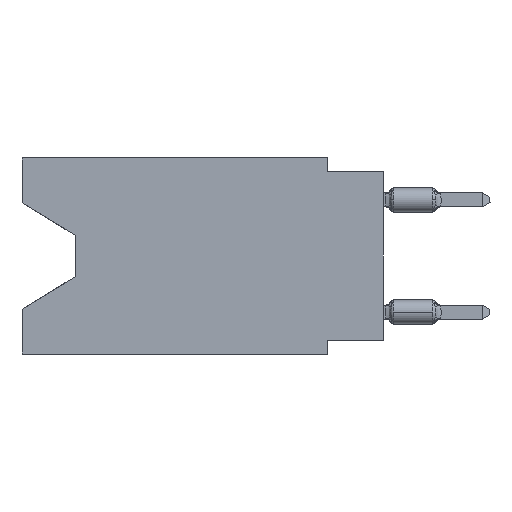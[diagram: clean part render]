
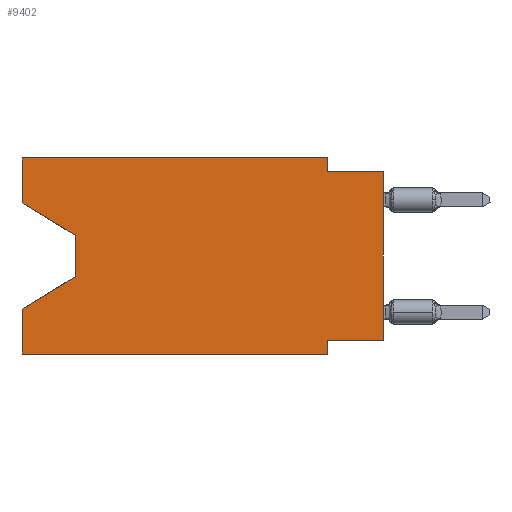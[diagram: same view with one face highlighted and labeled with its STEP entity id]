
A CAD part, left-side view. The second image highlights one B-rep face of the part: STEP entity #9402.
In plain terms, the highlighted planar face has unit normal (-1, 0, 0).
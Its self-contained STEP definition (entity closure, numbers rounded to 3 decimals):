
#140 = FACE_OUTER_BOUND ( 'NONE', #9430, .T. ) ;
#347 = VERTEX_POINT ( 'NONE', #3651 ) ;
#432 = ORIENTED_EDGE ( 'NONE', *, *, #14822, .T. ) ;
#997 = EDGE_CURVE ( 'NONE', #19216, #17018, #26229, .T. ) ;
#1222 = DIRECTION ( 'NONE',  ( 0., 0., -1. ) ) ;
#1425 = CARTESIAN_POINT ( 'NONE',  ( 0., 2.54, 0. ) ) ;
#1466 = ORIENTED_EDGE ( 'NONE', *, *, #18074, .F. ) ;
#1651 = LINE ( 'NONE', #1425, #40804 ) ;
#1860 = VERTEX_POINT ( 'NONE', #42985 ) ;
#2171 = CARTESIAN_POINT ( 'NONE',  ( 0., 13.97, -3.505 ) ) ;
#2240 = CARTESIAN_POINT ( 'NONE',  ( 0., 13.97, -5.385 ) ) ;
#3465 = VECTOR ( 'NONE', #15205, 1000. ) ;
#3472 = VECTOR ( 'NONE', #1222, 1000. ) ;
#3588 = AXIS2_PLACEMENT_3D ( 'NONE', #3808, #6331, #17746 ) ;
#3628 = DIRECTION ( 'NONE',  ( 0., -1., 0. ) ) ;
#3651 = CARTESIAN_POINT ( 'NONE',  ( 0., 2.54, 0. ) ) ;
#3808 = CARTESIAN_POINT ( 'NONE',  ( 0., 16.383, 0. ) ) ;
#4110 = CARTESIAN_POINT ( 'NONE',  ( 0., 16.383, 0. ) ) ;
#4908 = LINE ( 'NONE', #43342, #3465 ) ;
#6102 = EDGE_CURVE ( 'NONE', #36923, #16592, #10338, .T. ) ;
#6331 = DIRECTION ( 'NONE',  ( 1., 0., 0. ) ) ;
#6749 = CARTESIAN_POINT ( 'NONE',  ( 0., 16.383, -8.89 ) ) ;
#7717 = LINE ( 'NONE', #18257, #31046 ) ;
#8544 = LINE ( 'NONE', #42625, #3472 ) ;
#9046 = ORIENTED_EDGE ( 'NONE', *, *, #21927, .F. ) ;
#9311 = EDGE_CURVE ( 'NONE', #9785, #18026, #41125, .T. ) ;
#9402 = ADVANCED_FACE ( 'NONE', ( #140 ), #35174, .F. ) ;
#9430 = EDGE_LOOP ( 'NONE', ( #26645, #15364, #432, #30383, #14964, #14484, #1466, #22077, #24797, #35618, #9046, #34726 ) ) ;
#9437 = CARTESIAN_POINT ( 'NONE',  ( 0., 16.383, -8.89 ) ) ;
#9646 = CARTESIAN_POINT ( 'NONE',  ( 0., 2.54, -8.89 ) ) ;
#9785 = VERTEX_POINT ( 'NONE', #21351 ) ;
#9895 = LINE ( 'NONE', #33735, #13416 ) ;
#10338 = LINE ( 'NONE', #31604, #17601 ) ;
#11657 = DIRECTION ( 'NONE',  ( 0., -1., 0. ) ) ;
#13416 = VECTOR ( 'NONE', #44213, 1000. ) ;
#14484 = ORIENTED_EDGE ( 'NONE', *, *, #997, .F. ) ;
#14822 = EDGE_CURVE ( 'NONE', #31854, #32402, #39997, .T. ) ;
#14964 = ORIENTED_EDGE ( 'NONE', *, *, #29132, .T. ) ;
#15205 = DIRECTION ( 'NONE',  ( 0., 1., 0. ) ) ;
#15364 = ORIENTED_EDGE ( 'NONE', *, *, #24594, .T. ) ;
#15565 = VERTEX_POINT ( 'NONE', #4110 ) ;
#16592 = VERTEX_POINT ( 'NONE', #2171 ) ;
#17018 = VERTEX_POINT ( 'NONE', #9646 ) ;
#17601 = VECTOR ( 'NONE', #34587, 1000. ) ;
#17746 = DIRECTION ( 'NONE',  ( 0., 0., -1. ) ) ;
#18026 = VERTEX_POINT ( 'NONE', #25276 ) ;
#18074 = EDGE_CURVE ( 'NONE', #9785, #19216, #4908, .T. ) ;
#18257 = CARTESIAN_POINT ( 'NONE',  ( 0., 0., -0.635 ) ) ;
#19216 = VERTEX_POINT ( 'NONE', #38506 ) ;
#19352 = DIRECTION ( 'NONE',  ( 0., 0., -1. ) ) ;
#20523 = DIRECTION ( 'NONE',  ( 0., 0., 1. ) ) ;
#20704 = DIRECTION ( 'NONE',  ( 0., -1., 0. ) ) ;
#21351 = CARTESIAN_POINT ( 'NONE',  ( 0., 0., -8.255 ) ) ;
#21784 = DIRECTION ( 'NONE',  ( 0., 0., -1. ) ) ;
#21927 = EDGE_CURVE ( 'NONE', #15565, #347, #29052, .T. ) ;
#22077 = ORIENTED_EDGE ( 'NONE', *, *, #9311, .T. ) ;
#22312 = VECTOR ( 'NONE', #20704, 1000. ) ;
#23189 = LINE ( 'NONE', #40566, #40647 ) ;
#24594 = EDGE_CURVE ( 'NONE', #16592, #31854, #8544, .T. ) ;
#24797 = ORIENTED_EDGE ( 'NONE', *, *, #37495, .F. ) ;
#25276 = CARTESIAN_POINT ( 'NONE',  ( 0., 0., -0.635 ) ) ;
#25394 = CARTESIAN_POINT ( 'NONE',  ( 0., 16.383, 0. ) ) ;
#25881 = EDGE_CURVE ( 'NONE', #36869, #32402, #9895, .T. ) ;
#25904 = VECTOR ( 'NONE', #19352, 1000. ) ;
#26229 = LINE ( 'NONE', #40198, #25904 ) ;
#26645 = ORIENTED_EDGE ( 'NONE', *, *, #6102, .T. ) ;
#26692 = CARTESIAN_POINT ( 'NONE',  ( 0., 16.383, -6.852 ) ) ;
#29052 = LINE ( 'NONE', #25394, #33590 ) ;
#29132 = EDGE_CURVE ( 'NONE', #36869, #17018, #38120, .T. ) ;
#30222 = EDGE_CURVE ( 'NONE', #36923, #15565, #23189, .T. ) ;
#30383 = ORIENTED_EDGE ( 'NONE', *, *, #25881, .F. ) ;
#30623 = VECTOR ( 'NONE', #20523, 1000. ) ;
#31046 = VECTOR ( 'NONE', #3628, 1000. ) ;
#31604 = CARTESIAN_POINT ( 'NONE',  ( 0., 16.383, -2.038 ) ) ;
#31854 = VERTEX_POINT ( 'NONE', #44137 ) ;
#32402 = VERTEX_POINT ( 'NONE', #26692 ) ;
#33590 = VECTOR ( 'NONE', #11657, 1000. ) ;
#33735 = CARTESIAN_POINT ( 'NONE',  ( 0., 16.383, 0. ) ) ;
#34587 = DIRECTION ( 'NONE',  ( 0., -0.855, -0.519 ) ) ;
#34705 = CARTESIAN_POINT ( 'NONE',  ( 0., 0., 0. ) ) ;
#34726 = ORIENTED_EDGE ( 'NONE', *, *, #30222, .F. ) ;
#35174 = PLANE ( 'NONE',  #3588 ) ;
#35618 = ORIENTED_EDGE ( 'NONE', *, *, #44833, .F. ) ;
#36869 = VERTEX_POINT ( 'NONE', #9437 ) ;
#36923 = VERTEX_POINT ( 'NONE', #41005 ) ;
#37158 = DIRECTION ( 'NONE',  ( 0., 0., 1. ) ) ;
#37254 = DIRECTION ( 'NONE',  ( 0., 0.855, -0.519 ) ) ;
#37495 = EDGE_CURVE ( 'NONE', #1860, #18026, #7717, .T. ) ;
#38120 = LINE ( 'NONE', #6749, #22312 ) ;
#38506 = CARTESIAN_POINT ( 'NONE',  ( 0., 2.54, -8.255 ) ) ;
#39997 = LINE ( 'NONE', #2240, #40658 ) ;
#40198 = CARTESIAN_POINT ( 'NONE',  ( 0., 2.54, -8.89 ) ) ;
#40566 = CARTESIAN_POINT ( 'NONE',  ( 0., 16.383, 0. ) ) ;
#40647 = VECTOR ( 'NONE', #37158, 1000. ) ;
#40658 = VECTOR ( 'NONE', #37254, 1000. ) ;
#40804 = VECTOR ( 'NONE', #21784, 1000. ) ;
#41005 = CARTESIAN_POINT ( 'NONE',  ( 0., 16.383, -2.038 ) ) ;
#41125 = LINE ( 'NONE', #34705, #30623 ) ;
#42625 = CARTESIAN_POINT ( 'NONE',  ( 0., 13.97, -3.505 ) ) ;
#42985 = CARTESIAN_POINT ( 'NONE',  ( 0., 2.54, -0.635 ) ) ;
#43342 = CARTESIAN_POINT ( 'NONE',  ( 0., 0., -8.255 ) ) ;
#44137 = CARTESIAN_POINT ( 'NONE',  ( 0., 13.97, -5.385 ) ) ;
#44213 = DIRECTION ( 'NONE',  ( 0., 0., 1. ) ) ;
#44833 = EDGE_CURVE ( 'NONE', #347, #1860, #1651, .T. ) ;
